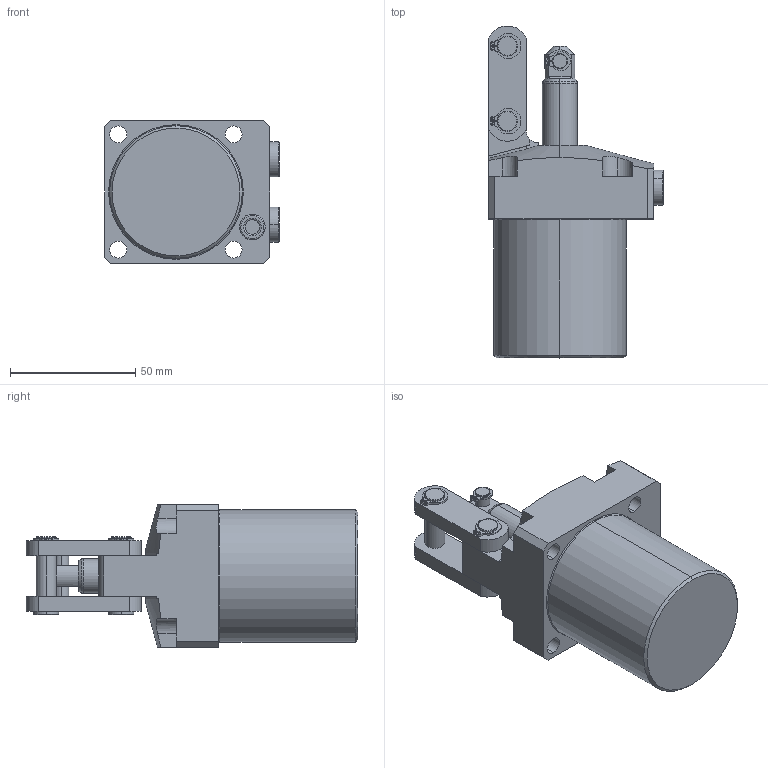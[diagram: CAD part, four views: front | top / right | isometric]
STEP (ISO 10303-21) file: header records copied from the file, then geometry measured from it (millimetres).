
FILE_DESCRIPTION (( 'STEP AP203' ), '1' );
FILE_NAME ('CLT06-F.step', '2014-05-27T00:44:06', ( 'pascal' ), ( 'Hewlett-Packard Company' ), 'SwSTEP 2.0', 'SolidWorks 2012', '' );
FILE_SCHEMA (( 'CONFIG_CONTROL_DESIGN' ));
Length unit declared in the file: millimetre
Products named in the file (5): CLT06-F_BODY; CLT06_ROD; CLT06_LINK; CLT06_PLUG; CLT06-F
Assembly tree (5 placements, depth 2):
  CLT06-F
    CLT06-F_BODY
    CLT06_ROD
    CLT06_LINK
    CLT06_PLUG  x2
Bounding box: 69.8 x 132.5 x 57 mm (x, y, z)
Volume: 229242.8 mm3; surface area: 35774 mm2
Topology: 5 solids, 6 shells, 270 faces, 644 edges, 412 vertices
Faces by surface type: plane 112, cylinder 111, torus 26, cone 21
Entity records: 8111 total; most frequent: CARTESIAN_POINT 1561, DIRECTION 1342, ORIENTED_EDGE 1196, EDGE_CURVE 598, AXIS2_PLACEMENT_3D 529, VERTEX_POINT 384, EDGE_LOOP 290, VECTOR 284
